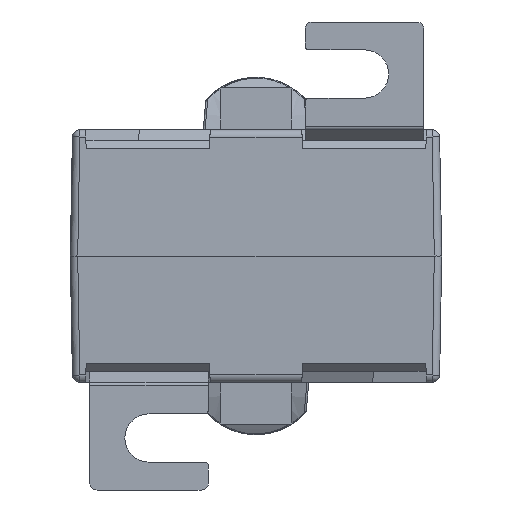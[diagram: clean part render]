
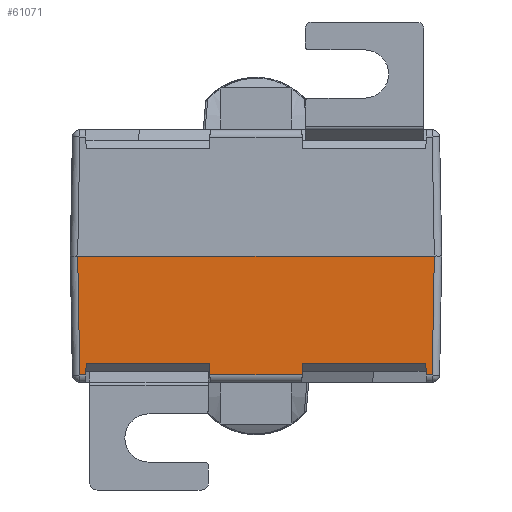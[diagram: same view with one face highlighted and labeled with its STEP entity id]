
A CAD part, front view. The second image highlights one B-rep face of the part: STEP entity #61071.
In plain terms, the highlighted planar face has unit normal (0, -1, -0.018).
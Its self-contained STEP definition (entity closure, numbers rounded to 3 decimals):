
#1590=CARTESIAN_POINT('',(22.901,-28.72,
-16.017));
#1612=DIRECTION('',(0.017,0.017,-1.));
#1613=VECTOR('',#1612,1.518);
#1614=CARTESIAN_POINT('',(22.875,-28.747,
-14.5));
#1615=LINE('',#1614,#1613);
#3493=DIRECTION('',(0.017,-0.017,1.));
#3494=VECTOR('',#3493,16.022);
#3495=CARTESIAN_POINT('',(23.721,-28.72,
-16.017));
#3496=LINE('',#3495,#3494);
#3497=DIRECTION('',(-1.,0.,0.));
#3498=VECTOR('',#3497,0.82);
#3499=CARTESIAN_POINT('',(23.721,-28.72,
-16.017));
#3500=LINE('',#3499,#3498);
#3501=DIRECTION('',(1.,0.,0.));
#3502=VECTOR('',#3501,16.649);
#3503=CARTESIAN_POINT('',(6.225,-28.747,
-14.5));
#3504=LINE('',#3503,#3502);
#3505=DIRECTION('',(-1.,0.,0.));
#3506=VECTOR('',#3505,12.398);
#3507=CARTESIAN_POINT('',(6.199,-28.72,
-16.017));
#3508=LINE('',#3507,#3506);
#3509=DIRECTION('',(1.,0.,0.));
#3510=VECTOR('',#3509,16.649);
#3511=CARTESIAN_POINT('',(-22.875,-28.747,
-14.5));
#3512=LINE('',#3511,#3510);
#3513=DIRECTION('',(-1.,0.,0.));
#3514=VECTOR('',#3513,0.82);
#3515=CARTESIAN_POINT('',(-22.901,-28.72,
-16.017));
#3516=LINE('',#3515,#3514);
#3517=DIRECTION('',(-0.017,-0.017,1.));
#3518=VECTOR('',#3517,16.022);
#3519=CARTESIAN_POINT('',(-23.721,-28.72,
-16.017));
#3520=LINE('',#3519,#3518);
#3521=DIRECTION('',(1.,0.,0.));
#3522=VECTOR('',#3521,48.);
#3523=CARTESIAN_POINT('',(-24.,-29.,0.));
#3524=LINE('',#3523,#3522);
#3586=CARTESIAN_POINT('',(-22.901,-28.72,
-16.017));
#3596=DIRECTION('',(0.017,-0.017,1.));
#3597=VECTOR('',#3596,1.518);
#3598=CARTESIAN_POINT('',(-22.901,-28.72,
-16.017));
#3599=LINE('',#3598,#3597);
#3648=CARTESIAN_POINT('',(-6.199,-28.72,
-16.017));
#3658=DIRECTION('',(0.017,0.017,-1.));
#3659=VECTOR('',#3658,1.518);
#3660=CARTESIAN_POINT('',(-6.225,-28.747,
-14.5));
#3661=LINE('',#3660,#3659);
#3672=DIRECTION('',(0.017,-0.017,1.));
#3673=VECTOR('',#3672,1.518);
#3674=CARTESIAN_POINT('',(6.199,-28.72,
-16.017));
#3675=LINE('',#3674,#3673);
#52562=CARTESIAN_POINT('',(6.225,-28.747,
-14.5));
#52563=CARTESIAN_POINT('',(22.875,-28.747,
-14.5));
#52564=VERTEX_POINT('',#52562);
#52565=VERTEX_POINT('',#52563);
#52570=CARTESIAN_POINT('',(-22.875,-28.747,
-14.5));
#52571=CARTESIAN_POINT('',(-6.225,-28.747,
-14.5));
#52572=VERTEX_POINT('',#52570);
#52573=VERTEX_POINT('',#52571);
#55020=VERTEX_POINT('',#3586);
#55024=CARTESIAN_POINT('',(-23.721,-28.72,
-16.017));
#55025=VERTEX_POINT('',#55024);
#55027=VERTEX_POINT('',#1590);
#55028=CARTESIAN_POINT('',(23.721,-28.72,
-16.017));
#55029=VERTEX_POINT('',#55028);
#55069=VERTEX_POINT('',#3648);
#55070=CARTESIAN_POINT('',(6.199,-28.72,
-16.017));
#55071=VERTEX_POINT('',#55070);
#58748=CARTESIAN_POINT('',(-24.,-29.,0.));
#58749=CARTESIAN_POINT('',(24.,-29.,0.));
#58750=VERTEX_POINT('',#58748);
#58751=VERTEX_POINT('',#58749);
#61043=CARTESIAN_POINT('',(27.18,-29.,0.));
#61044=DIRECTION('',(0.,-1.,-0.017));
#61045=DIRECTION('',(1.,0.,0.));
#61046=AXIS2_PLACEMENT_3D('',#61043,#61044,#61045);
#61047=PLANE('',#61046);
#61049=ORIENTED_EDGE('',*,*,#61048,.T.);
#61050=ORIENTED_EDGE('',*,*,#60989,.F.);
#61051=ORIENTED_EDGE('',*,*,#59195,.T.);
#61052=ORIENTED_EDGE('',*,*,#59228,.F.);
#61054=ORIENTED_EDGE('',*,*,#61053,.F.);
#61056=ORIENTED_EDGE('',*,*,#61055,.F.);
#61058=ORIENTED_EDGE('',*,*,#61057,.T.);
#61060=ORIENTED_EDGE('',*,*,#61059,.F.);
#61062=ORIENTED_EDGE('',*,*,#61061,.F.);
#61064=ORIENTED_EDGE('',*,*,#61063,.F.);
#61066=ORIENTED_EDGE('',*,*,#61065,.T.);
#61068=ORIENTED_EDGE('',*,*,#61067,.T.);
#61069=EDGE_LOOP('',(#61049,#61050,#61051,#61052,#61054,#61056,#61058,#61060,
#61062,#61064,#61066,#61068));
#61070=FACE_OUTER_BOUND('',#61069,.F.);
#59195=EDGE_CURVE('',#55029,#55027,#3500,.T.);
#59228=EDGE_CURVE('',#52565,#55027,#1615,.T.);
#60989=EDGE_CURVE('',#55029,#58751,#3496,.T.);
#61048=EDGE_CURVE('',#58750,#58751,#3524,.T.);
#61053=EDGE_CURVE('',#52564,#52565,#3504,.T.);
#61055=EDGE_CURVE('',#55071,#52564,#3675,.T.);
#61057=EDGE_CURVE('',#55071,#55069,#3508,.T.);
#61059=EDGE_CURVE('',#52573,#55069,#3661,.T.);
#61061=EDGE_CURVE('',#52572,#52573,#3512,.T.);
#61063=EDGE_CURVE('',#55020,#52572,#3599,.T.);
#61065=EDGE_CURVE('',#55020,#55025,#3516,.T.);
#61067=EDGE_CURVE('',#55025,#58750,#3520,.T.);
#61071=ADVANCED_FACE('',(#61070),#61047,.T.);
